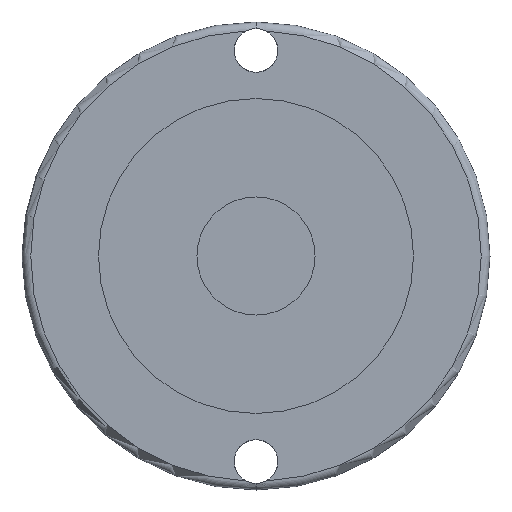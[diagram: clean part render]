
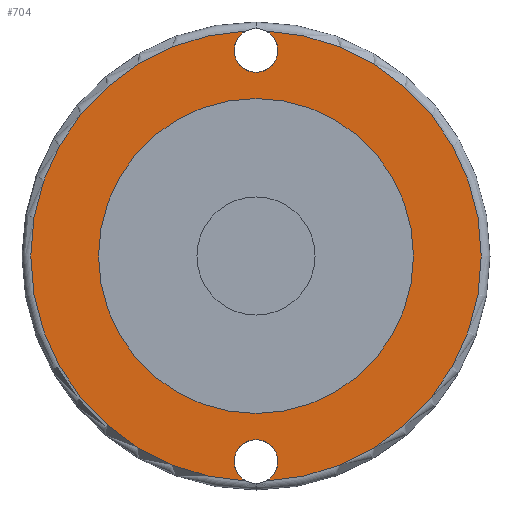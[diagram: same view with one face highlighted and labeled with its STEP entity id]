
A CAD part, front view. The second image highlights one B-rep face of the part: STEP entity #704.
In plain terms, the highlighted planar face has unit normal (0, -1, 0).
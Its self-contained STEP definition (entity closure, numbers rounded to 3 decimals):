
#12 = ORIENTED_EDGE ( 'NONE', *, *, #1004, .F. ) ;
#36 = CARTESIAN_POINT ( 'NONE',  ( -2.281, 0., 51.449 ) ) ;
#37 = ORIENTED_EDGE ( 'NONE', *, *, #923, .T. ) ;
#78 = VERTEX_POINT ( 'NONE', #36 ) ;
#84 = FACE_OUTER_BOUND ( 'NONE', #670, .T. ) ;
#85 = CIRCLE ( 'NONE', #641, 5. ) ;
#91 = CARTESIAN_POINT ( 'NONE',  ( 0., 0., 36. ) ) ;
#97 = CIRCLE ( 'NONE', #734, 51.5 ) ;
#102 = ORIENTED_EDGE ( 'NONE', *, *, #528, .T. ) ;
#120 = CIRCLE ( 'NONE', #572, 36. ) ;
#137 = VERTEX_POINT ( 'NONE', #210 ) ;
#141 = CIRCLE ( 'NONE', #713, 5. ) ;
#194 = CIRCLE ( 'NONE', #607, 51.5 ) ;
#198 = CARTESIAN_POINT ( 'NONE',  ( 2.281, 0., -51.449 ) ) ;
#201 = VERTEX_POINT ( 'NONE', #198 ) ;
#210 = CARTESIAN_POINT ( 'NONE',  ( 0., 0., -36. ) ) ;
#215 = VERTEX_POINT ( 'NONE', #91 ) ;
#225 = FACE_BOUND ( 'NONE', #338, .T. ) ;
#268 = CARTESIAN_POINT ( 'NONE',  ( 0., 0., -42. ) ) ;
#294 = CARTESIAN_POINT ( 'NONE',  ( 0., 0., 0. ) ) ;
#312 = CARTESIAN_POINT ( 'NONE',  ( 0., 0., -47. ) ) ;
#322 = CARTESIAN_POINT ( 'NONE',  ( 0., 0., 42. ) ) ;
#338 = EDGE_LOOP ( 'NONE', ( #12, #891 ) ) ;
#348 = VERTEX_POINT ( 'NONE', #1099 ) ;
#367 = DIRECTION ( 'NONE',  ( 0., 0., -1. ) ) ;
#368 = DIRECTION ( 'NONE',  ( 0., -1., 0. ) ) ;
#369 = CARTESIAN_POINT ( 'NONE',  ( 0., 0., 0. ) ) ;
#496 = CIRCLE ( 'NONE', #688, 5. ) ;
#498 = DIRECTION ( 'NONE',  ( 0., 1., 0. ) ) ;
#499 = CIRCLE ( 'NONE', #648, 5. ) ;
#528 = EDGE_CURVE ( 'NONE', #78, #348, #97, .T. ) ;
#535 = DIRECTION ( 'NONE',  ( 0., 0., -1. ) ) ;
#536 = DIRECTION ( 'NONE',  ( 0., -1., 0. ) ) ;
#537 = CARTESIAN_POINT ( 'NONE',  ( 0., 0., 0. ) ) ;
#572 = AXIS2_PLACEMENT_3D ( 'NONE', #369, #368, #367 ) ;
#588 = EDGE_CURVE ( 'NONE', #201, #1122, #141, .T. ) ;
#607 = AXIS2_PLACEMENT_3D ( 'NONE', #537, #536, #535 ) ;
#615 = DIRECTION ( 'NONE',  ( 0., 0., -1. ) ) ;
#616 = DIRECTION ( 'NONE',  ( 0., -1., 0. ) ) ;
#630 = AXIS2_PLACEMENT_3D ( 'NONE', #294, #616, #615 ) ;
#641 = AXIS2_PLACEMENT_3D ( 'NONE', #741, #498, #739 ) ;
#646 = ORIENTED_EDGE ( 'NONE', *, *, #588, .F. ) ;
#648 = AXIS2_PLACEMENT_3D ( 'NONE', #312, #754, #753 ) ;
#670 = EDGE_LOOP ( 'NONE', ( #646, #955, #968, #37, #102, #685 ) ) ;
#671 = AXIS2_PLACEMENT_3D ( 'NONE', #890, #887, #884 ) ;
#679 = EDGE_CURVE ( 'NONE', #737, #1058, #496, .T. ) ;
#685 = ORIENTED_EDGE ( 'NONE', *, *, #921, .F. ) ;
#688 = AXIS2_PLACEMENT_3D ( 'NONE', #915, #913, #912 ) ;
#704 = ADVANCED_FACE ( 'NONE', ( #84, #225 ), #970, .T. ) ;
#713 = AXIS2_PLACEMENT_3D ( 'NONE', #966, #965, #959 ) ;
#734 = AXIS2_PLACEMENT_3D ( 'NONE', #1037, #1036, #1034 ) ;
#737 = VERTEX_POINT ( 'NONE', #873 ) ;
#739 = DIRECTION ( 'NONE',  ( 0., 0., 1. ) ) ;
#741 = CARTESIAN_POINT ( 'NONE',  ( 0., 0., 47. ) ) ;
#753 = DIRECTION ( 'NONE',  ( 0., 0., -1. ) ) ;
#754 = DIRECTION ( 'NONE',  ( 0., -1., 0. ) ) ;
#873 = CARTESIAN_POINT ( 'NONE',  ( 2.281, 0., 51.449 ) ) ;
#884 = DIRECTION ( 'NONE',  ( 0., 0., -1. ) ) ;
#887 = DIRECTION ( 'NONE',  ( 0., -1., 0. ) ) ;
#890 = CARTESIAN_POINT ( 'NONE',  ( 36., 0., 0. ) ) ;
#891 = ORIENTED_EDGE ( 'NONE', *, *, #951, .F. ) ;
#912 = DIRECTION ( 'NONE',  ( 0., 0., 1. ) ) ;
#913 = DIRECTION ( 'NONE',  ( 0., 1., 0. ) ) ;
#915 = CARTESIAN_POINT ( 'NONE',  ( 0., 0., 47. ) ) ;
#921 = EDGE_CURVE ( 'NONE', #1122, #348, #499, .T. ) ;
#923 = EDGE_CURVE ( 'NONE', #1058, #78, #85, .T. ) ;
#951 = EDGE_CURVE ( 'NONE', #215, #137, #1022, .T. ) ;
#955 = ORIENTED_EDGE ( 'NONE', *, *, #967, .T. ) ;
#959 = DIRECTION ( 'NONE',  ( 0., 0., -1. ) ) ;
#965 = DIRECTION ( 'NONE',  ( 0., -1., 0. ) ) ;
#966 = CARTESIAN_POINT ( 'NONE',  ( 0., 0., -47. ) ) ;
#967 = EDGE_CURVE ( 'NONE', #201, #737, #194, .T. ) ;
#968 = ORIENTED_EDGE ( 'NONE', *, *, #679, .T. ) ;
#970 = PLANE ( 'NONE',  #671 ) ;
#1004 = EDGE_CURVE ( 'NONE', #137, #215, #120, .T. ) ;
#1022 = CIRCLE ( 'NONE', #630, 36. ) ;
#1034 = DIRECTION ( 'NONE',  ( 0., 0., -1. ) ) ;
#1036 = DIRECTION ( 'NONE',  ( 0., -1., 0. ) ) ;
#1037 = CARTESIAN_POINT ( 'NONE',  ( 0., 0., 0. ) ) ;
#1058 = VERTEX_POINT ( 'NONE', #322 ) ;
#1099 = CARTESIAN_POINT ( 'NONE',  ( -2.281, 0., -51.449 ) ) ;
#1122 = VERTEX_POINT ( 'NONE', #268 ) ;
